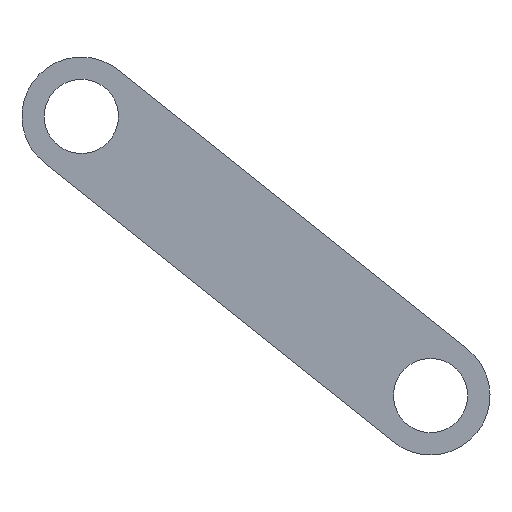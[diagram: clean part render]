
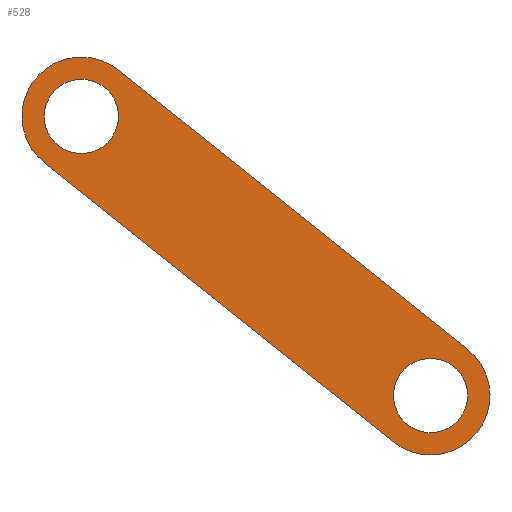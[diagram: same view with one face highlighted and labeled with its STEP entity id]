
A CAD part, left-side view. The second image highlights one B-rep face of the part: STEP entity #528.
In plain terms, the highlighted planar face has unit normal (-1, 0, 0).
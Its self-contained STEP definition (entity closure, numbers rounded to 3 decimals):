
#6 = AXIS2_PLACEMENT_3D ( 'NONE', #274, #25, #276 ) ;
#16 = CARTESIAN_POINT ( 'NONE',  ( -365.857, 618.874, 2240.366 ) ) ;
#21 = FACE_BOUND ( 'NONE', #507, .T. ) ;
#22 = EDGE_CURVE ( 'NONE', #348, #373, #53, .T. ) ;
#25 = DIRECTION ( 'NONE',  ( 1., 0., 0. ) ) ;
#31 = CARTESIAN_POINT ( 'NONE',  ( -364.479, 6580.263, 718.323 ) ) ;
#33 = ORIENTED_EDGE ( 'NONE', *, *, #165, .T. ) ;
#53 = CIRCLE ( 'NONE', #102, 120. ) ;
#64 = CARTESIAN_POINT ( 'NONE',  ( -364.479, 6580.263, 718.323 ) ) ;
#65 = EDGE_CURVE ( 'NONE', #304, #355, #325, .T. ) ;
#73 = ORIENTED_EDGE ( 'NONE', *, *, #123, .T. ) ;
#74 = AXIS2_PLACEMENT_3D ( 'NONE', #395, #521, #437 ) ;
#81 = CARTESIAN_POINT ( 'NONE',  ( -364.497, 6505.263, 718.323 ) ) ;
#83 = VERTEX_POINT ( 'NONE', #393 ) ;
#99 = CARTESIAN_POINT ( 'NONE',  ( -364.479, 6580.263, 718.323 ) ) ;
#100 = DIRECTION ( 'NONE',  ( 1., 0., 0. ) ) ;
#102 = AXIS2_PLACEMENT_3D ( 'NONE', #170, #345, #537 ) ;
#104 = FACE_OUTER_BOUND ( 'NONE', #539, .T. ) ;
#108 = CARTESIAN_POINT ( 'NONE',  ( -364.295, 7375.476, 477.97 ) ) ;
#123 = EDGE_CURVE ( 'NONE', #471, #336, #207, .T. ) ;
#127 = ORIENTED_EDGE ( 'NONE', *, *, #201, .F. ) ;
#134 = ORIENTED_EDGE ( 'NONE', *, *, #421, .T. ) ;
#136 = DIRECTION ( 'NONE',  ( 0., -1., 0. ) ) ;
#139 = CIRCLE ( 'NONE', #173, 120. ) ;
#141 = DIRECTION ( 'NONE',  ( 0., -1., 0. ) ) ;
#144 = VECTOR ( 'NONE', #230, 1000. ) ;
#150 = CARTESIAN_POINT ( 'NONE',  ( -364.462, 6655.263, 718.323 ) ) ;
#162 = CIRCLE ( 'NONE', #6, 120. ) ;
#165 = EDGE_CURVE ( 'NONE', #355, #304, #483, .T. ) ;
#170 = CARTESIAN_POINT ( 'NONE',  ( -364.278, 7450.476, 477.97 ) ) ;
#173 = AXIS2_PLACEMENT_3D ( 'NONE', #64, #236, #358 ) ;
#174 = EDGE_LOOP ( 'NONE', ( #367, #33 ) ) ;
#186 = CARTESIAN_POINT ( 'NONE',  ( -364.278, 7450.476, 477.97 ) ) ;
#196 = DIRECTION ( 'NONE',  ( 1., 0., 0. ) ) ;
#199 = CARTESIAN_POINT ( 'NONE',  ( -364.285, 7418.528, 362.301 ) ) ;
#201 = EDGE_CURVE ( 'NONE', #505, #348, #356, .T. ) ;
#207 = CIRCLE ( 'NONE', #302, 75. ) ;
#230 = DIRECTION ( 'NONE',  ( 0., 0.964, -0.266 ) ) ;
#234 = LINE ( 'NONE', #396, #338 ) ;
#236 = DIRECTION ( 'NONE',  ( 1., 0., 0. ) ) ;
#260 = CARTESIAN_POINT ( 'NONE',  ( -364.278, 7450.476, 477.97 ) ) ;
#274 = CARTESIAN_POINT ( 'NONE',  ( -364.278, 7450.476, 477.97 ) ) ;
#275 = AXIS2_PLACEMENT_3D ( 'NONE', #186, #522, #365 ) ;
#276 = DIRECTION ( 'NONE',  ( 0., 1., 0. ) ) ;
#302 = AXIS2_PLACEMENT_3D ( 'NONE', #99, #100, #136 ) ;
#304 = VERTEX_POINT ( 'NONE', #535 ) ;
#321 = FACE_BOUND ( 'NONE', #174, .T. ) ;
#325 = CIRCLE ( 'NONE', #399, 75. ) ;
#336 = VERTEX_POINT ( 'NONE', #81 ) ;
#338 = VECTOR ( 'NONE', #530, 1000. ) ;
#345 = DIRECTION ( 'NONE',  ( 1., 0., 0. ) ) ;
#348 = VERTEX_POINT ( 'NONE', #199 ) ;
#355 = VERTEX_POINT ( 'NONE', #108 ) ;
#356 = LINE ( 'NONE', #16, #144 ) ;
#358 = DIRECTION ( 'NONE',  ( 0., 1., 0. ) ) ;
#361 = PLANE ( 'NONE',  #275 ) ;
#365 = DIRECTION ( 'NONE',  ( 0., 1., 0. ) ) ;
#367 = ORIENTED_EDGE ( 'NONE', *, *, #65, .T. ) ;
#370 = DIRECTION ( 'NONE',  ( 0., -1., 0. ) ) ;
#373 = VERTEX_POINT ( 'NONE', #462 ) ;
#377 = ORIENTED_EDGE ( 'NONE', *, *, #417, .T. ) ;
#387 = DIRECTION ( 'NONE',  ( 1., 0., 0. ) ) ;
#393 = CARTESIAN_POINT ( 'NONE',  ( -364.472, 6612.211, 833.992 ) ) ;
#395 = CARTESIAN_POINT ( 'NONE',  ( -364.278, 7450.476, 477.97 ) ) ;
#396 = CARTESIAN_POINT ( 'NONE',  ( -365.842, 682.77, 2471.704 ) ) ;
#397 = CARTESIAN_POINT ( 'NONE',  ( -364.271, 7482.424, 593.639 ) ) ;
#399 = AXIS2_PLACEMENT_3D ( 'NONE', #260, #387, #141 ) ;
#412 = ORIENTED_EDGE ( 'NONE', *, *, #22, .F. ) ;
#417 = EDGE_CURVE ( 'NONE', #336, #471, #497, .T. ) ;
#421 = EDGE_CURVE ( 'NONE', #83, #428, #234, .T. ) ;
#428 = VERTEX_POINT ( 'NONE', #397 ) ;
#437 = DIRECTION ( 'NONE',  ( 0., -1., 0. ) ) ;
#442 = CARTESIAN_POINT ( 'NONE',  ( -364.487, 6548.316, 602.654 ) ) ;
#444 = EDGE_CURVE ( 'NONE', #83, #505, #139, .T. ) ;
#461 = EDGE_CURVE ( 'NONE', #373, #428, #162, .T. ) ;
#462 = CARTESIAN_POINT ( 'NONE',  ( -364.25, 7570.476, 477.97 ) ) ;
#467 = ORIENTED_EDGE ( 'NONE', *, *, #444, .F. ) ;
#471 = VERTEX_POINT ( 'NONE', #150 ) ;
#483 = CIRCLE ( 'NONE', #74, 75. ) ;
#497 = CIRCLE ( 'NONE', #542, 75. ) ;
#499 = ORIENTED_EDGE ( 'NONE', *, *, #461, .F. ) ;
#505 = VERTEX_POINT ( 'NONE', #442 ) ;
#507 = EDGE_LOOP ( 'NONE', ( #73, #377 ) ) ;
#521 = DIRECTION ( 'NONE',  ( 1., 0., 0. ) ) ;
#522 = DIRECTION ( 'NONE',  ( 1., 0., 0. ) ) ;
#528 = ADVANCED_FACE ( 'NONE', ( #321, #21, #104 ), #361, .F. ) ;
#530 = DIRECTION ( 'NONE',  ( 0., 0.964, -0.266 ) ) ;
#535 = CARTESIAN_POINT ( 'NONE',  ( -364.261, 7525.476, 477.97 ) ) ;
#537 = DIRECTION ( 'NONE',  ( 0., 1., 0. ) ) ;
#539 = EDGE_LOOP ( 'NONE', ( #467, #134, #499, #412, #127 ) ) ;
#542 = AXIS2_PLACEMENT_3D ( 'NONE', #31, #196, #370 ) ;
